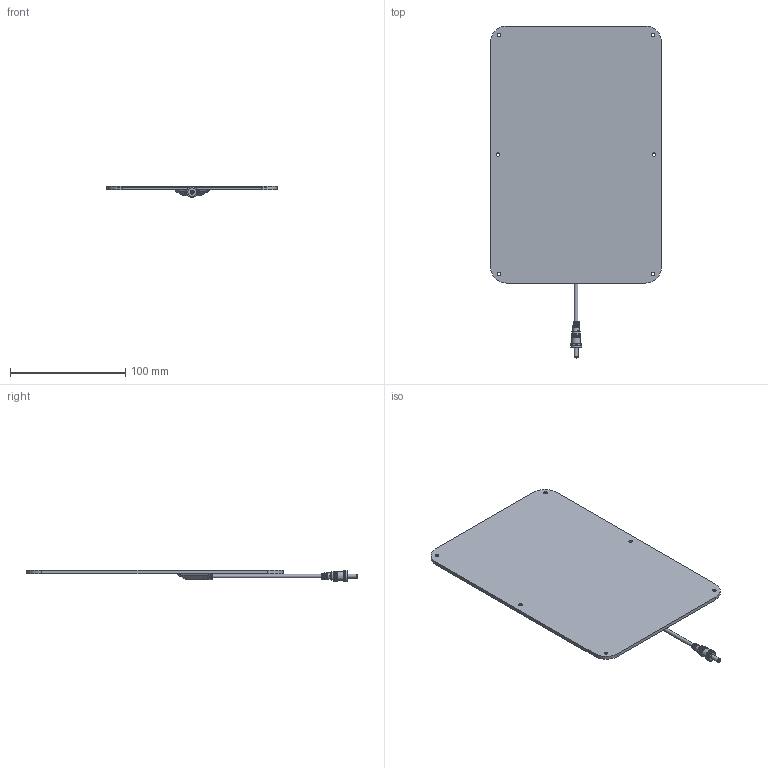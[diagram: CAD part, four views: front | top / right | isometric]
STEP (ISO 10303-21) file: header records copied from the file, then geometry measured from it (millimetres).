
FILE_DESCRIPTION(/* description */ (''),/* implementation_level */ '2;1');
FILE_NAME(/* name */ 'P105.stp',/* time_stamp */ '2020-04-03T15:04:09-07:00',/* author */ ('splic'),/* organization */ (''),/* preprocessor_version */ 'ST-DEVELOPER v18',/* originating_system */ 'Autodesk Inventor 2020',/* authorisation */ '');
FILE_SCHEMA (('AUTOMOTIVE_DESIGN { 1 0 10303 214 3 1 1 }'));
Length unit declared in the file: millimetre
Products named in the file (4): P105; P105_1; Jbox; W052 for P105
Assembly tree (3 placements, depth 2):
  P105
    P105_1
    Jbox
    W052 for P105
Bounding box: 148 x 288 x 9.75 mm (x, y, z)
Volume: 166798.8 mm3; surface area: 186286.2 mm2
Topology: 18 solids, 18 shells, 396 faces, 901 edges, 570 vertices
Faces by surface type: plane 201, cylinder 121, bspline 34, sphere 22, torus 16, cone 2
Full cylindrical faces by diameter (mm): 0.75 x2, 1.2 x2, 1.6 x1, 3 x6, 3.1 x1, 3.2 x2, 3.3 x2, 3.5 x2, 4 x6, 7.5 x7, 8.5 x4, 9.5 x2
Entity records: 12653 total; most frequent: CARTESIAN_POINT 3492, DIRECTION 1903, ORIENTED_EDGE 1794, EDGE_CURVE 897, AXIS2_PLACEMENT_3D 728, VERTEX_POINT 570, EDGE_LOOP 453, LINE 447
